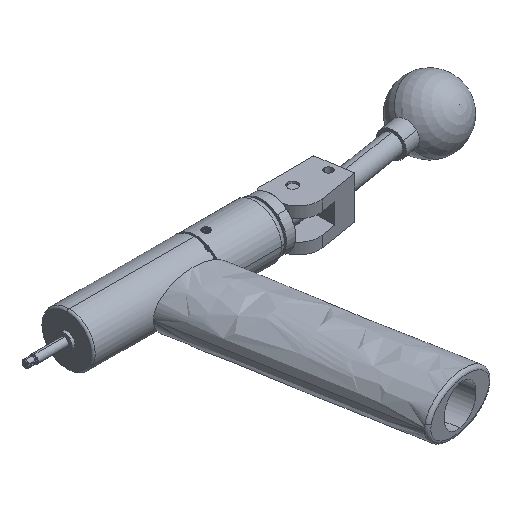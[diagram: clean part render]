
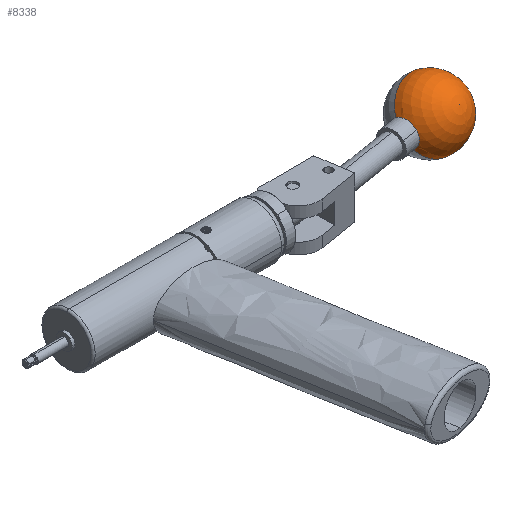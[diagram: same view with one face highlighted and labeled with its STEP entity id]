
A CAD part, isometric view. The second image highlights one B-rep face of the part: STEP entity #8338.
In plain terms, the highlighted spherical face has radius 15.875 mm.
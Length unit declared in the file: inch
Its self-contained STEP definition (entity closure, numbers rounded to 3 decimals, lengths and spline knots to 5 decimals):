
#501 = DIRECTION ( 'NONE',  ( 0.988, 0.156, 0. ) ) ;
#776 = CARTESIAN_POINT ( 'NONE',  ( 6.60165, 0.19044, 0. ) ) ;
#841 = CARTESIAN_POINT ( 'NONE',  ( 7.16742, 0.28004, 0. ) ) ;
#1311 = DIRECTION ( 'NONE',  ( 0.092, -0.578, -0.811 ) ) ;
#1433 = CARTESIAN_POINT ( 'NONE',  ( 6.60165, 0.19044, 0. ) ) ;
#1557 = CARTESIAN_POINT ( 'NONE',  ( 6.62453, 0.04597, -0.20274 ) ) ;
#1873 = AXIS2_PLACEMENT_3D ( 'NONE', #776, #5371, #5162 ) ;
#2198 = AXIS2_PLACEMENT_3D ( 'NONE', #9007, #6752, #1311 ) ;
#2287 = AXIS2_PLACEMENT_3D ( 'NONE', #14064, #10902, #8606 ) ;
#3416 = FACE_OUTER_BOUND ( 'NONE', #12021, .T. ) ;
#3547 = SPHERICAL_SURFACE ( 'NONE', #2198, 0.625 ) ;
#3721 = AXIS2_PLACEMENT_3D ( 'NONE', #1433, #501, #11500 ) ;
#3772 = EDGE_CURVE ( 'NONE', #13485, #14245, #12846, .T. ) ;
#5162 = DIRECTION ( 'NONE',  ( 0.127, -0.801, 0.585 ) ) ;
#5305 = EDGE_CURVE ( 'NONE', #13287, #14245, #5311, .T. ) ;
#5311 = CIRCLE ( 'NONE', #3721, 0.25 ) ;
#5371 = DIRECTION ( 'NONE',  ( 0.988, 0.156, 0. ) ) ;
#5700 = EDGE_CURVE ( 'NONE', #13485, #8865, #6456, .T. ) ;
#6219 = ORIENTED_EDGE ( 'NONE', *, *, #3772, .F. ) ;
#6456 = CIRCLE ( 'NONE', #11311, 0.625 ) ;
#6654 = CIRCLE ( 'NONE', #1873, 0.25 ) ;
#6752 = DIRECTION ( 'NONE',  ( 0.127, -0.801, 0.585 ) ) ;
#7006 = EDGE_CURVE ( 'NONE', #8865, #13287, #6654, .T. ) ;
#7297 = DIRECTION ( 'NONE',  ( 0., -0.59, -0.808 ) ) ;
#7674 = ORIENTED_EDGE ( 'NONE', *, *, #5700, .T. ) ;
#8192 = CARTESIAN_POINT ( 'NONE',  ( 7.78472, 0.37782, 0. ) ) ;
#8326 = ORIENTED_EDGE ( 'NONE', *, *, #5305, .T. ) ;
#8338 = ADVANCED_FACE ( 'NONE', ( #3416 ), #3547, .T. ) ;
#8606 = DIRECTION ( 'NONE',  ( 0., 0.59, 0.808 ) ) ;
#8865 = VERTEX_POINT ( 'NONE', #9772 ) ;
#9007 = CARTESIAN_POINT ( 'NONE',  ( 7.16742, 0.28004, 0. ) ) ;
#9415 = CARTESIAN_POINT ( 'NONE',  ( 6.63337, -0.00981, 0.14627 ) ) ;
#9601 = DIRECTION ( 'NONE',  ( 0.127, -0.801, 0.585 ) ) ;
#9772 = CARTESIAN_POINT ( 'NONE',  ( 6.57877, 0.3349, 0.20274 ) ) ;
#10902 = DIRECTION ( 'NONE',  ( -0.127, 0.801, -0.585 ) ) ;
#11311 = AXIS2_PLACEMENT_3D ( 'NONE', #841, #9601, #7297 ) ;
#11500 = DIRECTION ( 'NONE',  ( 0.127, -0.801, 0.585 ) ) ;
#11676 = ORIENTED_EDGE ( 'NONE', *, *, #7006, .T. ) ;
#12021 = EDGE_LOOP ( 'NONE', ( #6219, #7674, #11676, #8326 ) ) ;
#12846 = CIRCLE ( 'NONE', #2287, 0.625 ) ;
#13287 = VERTEX_POINT ( 'NONE', #9415 ) ;
#13485 = VERTEX_POINT ( 'NONE', #8192 ) ;
#14064 = CARTESIAN_POINT ( 'NONE',  ( 7.16742, 0.28004, 0. ) ) ;
#14245 = VERTEX_POINT ( 'NONE', #1557 ) ;
